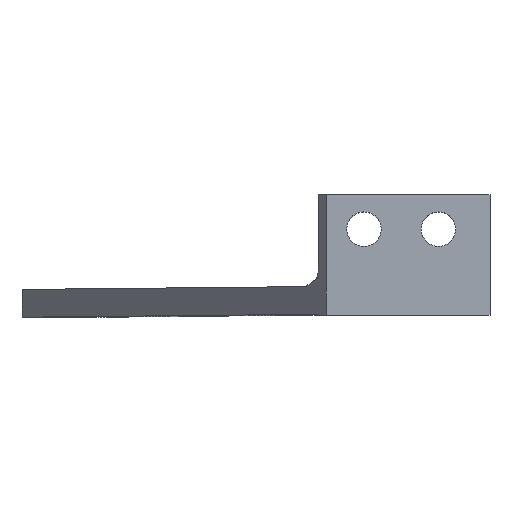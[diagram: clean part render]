
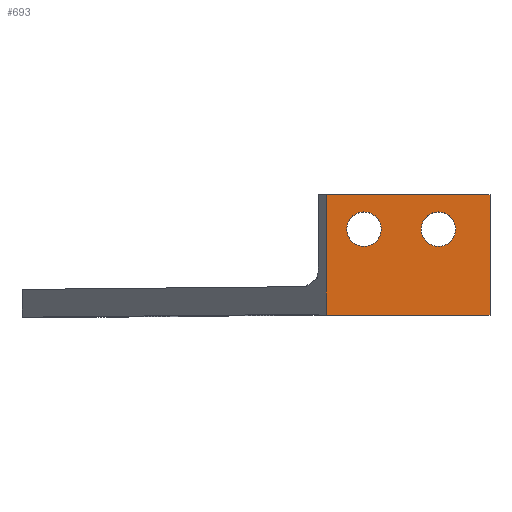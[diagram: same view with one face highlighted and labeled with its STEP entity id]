
A CAD part, top view. The second image highlights one B-rep face of the part: STEP entity #693.
In plain terms, the highlighted planar face has unit normal (0, 0, 1).
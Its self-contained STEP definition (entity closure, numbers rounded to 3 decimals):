
#40=FACE_BOUND('',#141,.T.);
#41=FACE_BOUND('',#142,.T.);
#58=PLANE('',#774);
#81=FACE_OUTER_BOUND('',#140,.T.);
#140=EDGE_LOOP('',(#557,#558,#559,#560));
#141=EDGE_LOOP('',(#561));
#142=EDGE_LOOP('',(#562));
#203=LINE('',#1155,#252);
#206=LINE('',#1160,#255);
#207=LINE('',#1163,#256);
#208=LINE('',#1164,#257);
#252=VECTOR('',#922,10.);
#255=VECTOR('',#927,10.);
#256=VECTOR('',#930,10.);
#257=VECTOR('',#931,10.);
#300=CIRCLE('',#775,1.5);
#301=CIRCLE('',#776,1.5);
#358=VERTEX_POINT('',#1152);
#359=VERTEX_POINT('',#1154);
#360=VERTEX_POINT('',#1158);
#361=VERTEX_POINT('',#1162);
#362=VERTEX_POINT('',#1165);
#363=VERTEX_POINT('',#1167);
#430=EDGE_CURVE('',#358,#359,#203,.T.);
#433=EDGE_CURVE('',#358,#360,#206,.T.);
#434=EDGE_CURVE('',#360,#361,#207,.T.);
#435=EDGE_CURVE('',#361,#359,#208,.T.);
#436=EDGE_CURVE('',#362,#362,#300,.T.);
#437=EDGE_CURVE('',#363,#363,#301,.T.);
#557=ORIENTED_EDGE('',*,*,#433,.T.);
#558=ORIENTED_EDGE('',*,*,#434,.T.);
#559=ORIENTED_EDGE('',*,*,#435,.T.);
#560=ORIENTED_EDGE('',*,*,#430,.F.);
#561=ORIENTED_EDGE('',*,*,#436,.T.);
#562=ORIENTED_EDGE('',*,*,#437,.T.);
#693=ADVANCED_FACE('',(#81,#40,#41),#58,.T.);
#774=AXIS2_PLACEMENT_3D('',#1161,#928,#929);
#775=AXIS2_PLACEMENT_3D('',#1166,#932,#933);
#776=AXIS2_PLACEMENT_3D('',#1168,#934,#935);
#922=DIRECTION('',(0.,1.,0.));
#927=DIRECTION('',(1.,0.,0.));
#928=DIRECTION('center_axis',(0.,0.,1.));
#929=DIRECTION('ref_axis',(1.,0.,0.));
#930=DIRECTION('',(0.,1.,0.));
#931=DIRECTION('',(-1.,0.,0.));
#932=DIRECTION('center_axis',(0.,0.,-1.));
#933=DIRECTION('ref_axis',(-1.,0.,0.));
#934=DIRECTION('center_axis',(0.,0.,-1.));
#935=DIRECTION('ref_axis',(-1.,0.,0.));
#1152=CARTESIAN_POINT('',(-19.295,0.,-8.));
#1154=CARTESIAN_POINT('',(-19.295,10.5,-8.));
#1155=CARTESIAN_POINT('',(-19.295,0.,-8.));
#1158=CARTESIAN_POINT('',(-5.,0.,-8.));
#1160=CARTESIAN_POINT('',(-19.012,0.,-8.));
#1161=CARTESIAN_POINT('Origin',(-12.5,0.,-8.));
#1162=CARTESIAN_POINT('',(-5.,10.5,-8.));
#1163=CARTESIAN_POINT('',(-5.,10.5,-8.));
#1164=CARTESIAN_POINT('',(-20.,10.5,-8.));
#1165=CARTESIAN_POINT('',(-8.,7.5,-8.));
#1166=CARTESIAN_POINT('Origin',(-9.5,7.5,-8.));
#1167=CARTESIAN_POINT('',(-14.5,7.5,-8.));
#1168=CARTESIAN_POINT('Origin',(-16.,7.5,-8.));
